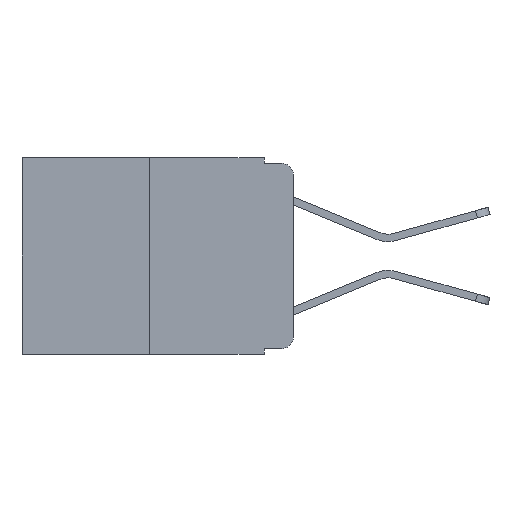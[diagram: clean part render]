
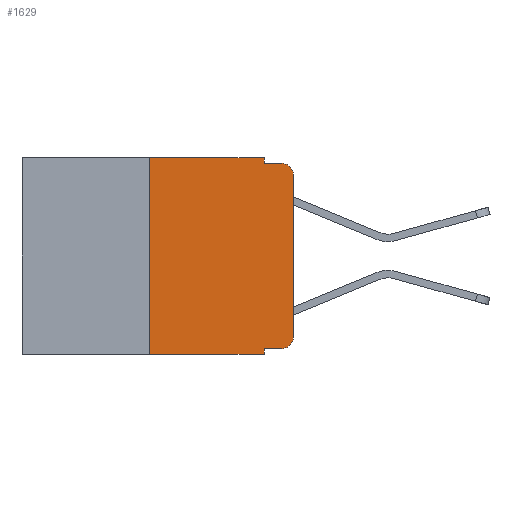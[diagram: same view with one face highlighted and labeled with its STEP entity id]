
A CAD part, left-side view. The second image highlights one B-rep face of the part: STEP entity #1629.
In plain terms, the highlighted planar face has unit normal (-1, 0, 0).
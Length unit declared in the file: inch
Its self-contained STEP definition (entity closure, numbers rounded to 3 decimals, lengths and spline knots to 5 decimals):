
#111 = LINE ( 'NONE', #14598, #9247 ) ;
#405 = VECTOR ( 'NONE', #3689, 39.37008 ) ;
#620 = CARTESIAN_POINT ( 'NONE',  ( 0., 0.473, -0.343 ) ) ;
#1049 = LINE ( 'NONE', #18452, #5382 ) ;
#1157 = ORIENTED_EDGE ( 'NONE', *, *, #2387, .F. ) ;
#1629 = ADVANCED_FACE ( 'NONE', ( #17491 ), #12852, .F. ) ;
#1946 = CARTESIAN_POINT ( 'NONE',  ( 0., 0., 0. ) ) ;
#2219 = DIRECTION ( 'NONE',  ( 0., -1., 0. ) ) ;
#2326 = CARTESIAN_POINT ( 'NONE',  ( 0., 0., -0.313 ) ) ;
#2328 = DIRECTION ( 'NONE',  ( -1., 0., 0. ) ) ;
#2387 = EDGE_CURVE ( 'NONE', #16648, #2872, #3154, .T. ) ;
#2429 = AXIS2_PLACEMENT_3D ( 'NONE', #21888, #14128, #12907 ) ;
#2872 = VERTEX_POINT ( 'NONE', #7947 ) ;
#3120 = ORIENTED_EDGE ( 'NONE', *, *, #13839, .T. ) ;
#3154 = LINE ( 'NONE', #13197, #21331 ) ;
#3240 = ORIENTED_EDGE ( 'NONE', *, *, #20994, .F. ) ;
#3472 = AXIS2_PLACEMENT_3D ( 'NONE', #12996, #2328, #14716 ) ;
#3689 = DIRECTION ( 'NONE',  ( 0., -1., 0. ) ) ;
#3988 = ORIENTED_EDGE ( 'NONE', *, *, #20437, .T. ) ;
#4487 = AXIS2_PLACEMENT_3D ( 'NONE', #10298, #22438, #12043 ) ;
#4544 = EDGE_CURVE ( 'NONE', #10354, #18877, #21504, .T. ) ;
#4846 = EDGE_CURVE ( 'NONE', #11795, #6242, #111, .T. ) ;
#5150 = ORIENTED_EDGE ( 'NONE', *, *, #4846, .F. ) ;
#5332 = LINE ( 'NONE', #7270, #405 ) ;
#5382 = VECTOR ( 'NONE', #20322, 39.37008 ) ;
#5837 = ORIENTED_EDGE ( 'NONE', *, *, #4544, .T. ) ;
#6242 = VERTEX_POINT ( 'NONE', #8338 ) ;
#6857 = CARTESIAN_POINT ( 'NONE',  ( 0., 0.051, -0.333 ) ) ;
#7270 = CARTESIAN_POINT ( 'NONE',  ( 0., 0.051, -0.333 ) ) ;
#7292 = DIRECTION ( 'NONE',  ( 0., 0., -1. ) ) ;
#7313 = VECTOR ( 'NONE', #2219, 39.37008 ) ;
#7947 = CARTESIAN_POINT ( 'NONE',  ( 0., 0.25, 0. ) ) ;
#8338 = CARTESIAN_POINT ( 'NONE',  ( 0., 0.051, -0.01 ) ) ;
#8810 = CARTESIAN_POINT ( 'NONE',  ( 0., 0., -0.03 ) ) ;
#9191 = LINE ( 'NONE', #1946, #13249 ) ;
#9247 = VECTOR ( 'NONE', #12873, 39.37008 ) ;
#9622 = DIRECTION ( 'NONE',  ( 0., 0., 1. ) ) ;
#9989 = VECTOR ( 'NONE', #7292, 39.37008 ) ;
#10273 = CARTESIAN_POINT ( 'NONE',  ( 0., 0.051, -0.343 ) ) ;
#10298 = CARTESIAN_POINT ( 'NONE',  ( 0., 0.02, -0.313 ) ) ;
#10354 = VERTEX_POINT ( 'NONE', #10599 ) ;
#10599 = CARTESIAN_POINT ( 'NONE',  ( 0., 0.02, -0.333 ) ) ;
#11194 = EDGE_CURVE ( 'NONE', #16648, #16746, #20990, .T. ) ;
#11260 = ORIENTED_EDGE ( 'NONE', *, *, #16588, .F. ) ;
#11795 = VERTEX_POINT ( 'NONE', #14767 ) ;
#12043 = DIRECTION ( 'NONE',  ( 0., 0., -1. ) ) ;
#12160 = CARTESIAN_POINT ( 'NONE',  ( 0., 0.02, -0.01 ) ) ;
#12852 = PLANE ( 'NONE',  #2429 ) ;
#12873 = DIRECTION ( 'NONE',  ( 0., 0., -1. ) ) ;
#12906 = CARTESIAN_POINT ( 'NONE',  ( 0., 0.473, 0. ) ) ;
#12907 = DIRECTION ( 'NONE',  ( 0., 0., -1. ) ) ;
#12996 = CARTESIAN_POINT ( 'NONE',  ( 0., 0.02, -0.03 ) ) ;
#13197 = CARTESIAN_POINT ( 'NONE',  ( 0., 0.25, 0. ) ) ;
#13249 = VECTOR ( 'NONE', #19636, 39.37008 ) ;
#13839 = EDGE_CURVE ( 'NONE', #19632, #22612, #16510, .T. ) ;
#14128 = DIRECTION ( 'NONE',  ( 1., 0., 0. ) ) ;
#14571 = LINE ( 'NONE', #17663, #9989 ) ;
#14598 = CARTESIAN_POINT ( 'NONE',  ( 0., 0.051, 0. ) ) ;
#14716 = DIRECTION ( 'NONE',  ( 0., 0., -1. ) ) ;
#14767 = CARTESIAN_POINT ( 'NONE',  ( 0., 0.051, 0. ) ) ;
#15100 = CARTESIAN_POINT ( 'NONE',  ( 0., 0.25, -0.343 ) ) ;
#15370 = ORIENTED_EDGE ( 'NONE', *, *, #17434, .T. ) ;
#16329 = VECTOR ( 'NONE', #18361, 39.37008 ) ;
#16510 = CIRCLE ( 'NONE', #3472, 0.02 ) ;
#16588 = EDGE_CURVE ( 'NONE', #6242, #22612, #1049, .T. ) ;
#16648 = VERTEX_POINT ( 'NONE', #15100 ) ;
#16746 = VERTEX_POINT ( 'NONE', #10273 ) ;
#17434 = EDGE_CURVE ( 'NONE', #20241, #10354, #5332, .T. ) ;
#17491 = FACE_OUTER_BOUND ( 'NONE', #21204, .T. ) ;
#17570 = EDGE_CURVE ( 'NONE', #2872, #11795, #20660, .T. ) ;
#17663 = CARTESIAN_POINT ( 'NONE',  ( 0., 0.051, 0. ) ) ;
#17727 = ORIENTED_EDGE ( 'NONE', *, *, #17570, .F. ) ;
#18361 = DIRECTION ( 'NONE',  ( 0., -1., 0. ) ) ;
#18452 = CARTESIAN_POINT ( 'NONE',  ( 0., 0.051, -0.01 ) ) ;
#18877 = VERTEX_POINT ( 'NONE', #2326 ) ;
#19632 = VERTEX_POINT ( 'NONE', #8810 ) ;
#19636 = DIRECTION ( 'NONE',  ( 0., 0., 1. ) ) ;
#20241 = VERTEX_POINT ( 'NONE', #6857 ) ;
#20322 = DIRECTION ( 'NONE',  ( 0., -1., 0. ) ) ;
#20437 = EDGE_CURVE ( 'NONE', #18877, #19632, #9191, .T. ) ;
#20660 = LINE ( 'NONE', #12906, #7313 ) ;
#20990 = LINE ( 'NONE', #620, #16329 ) ;
#20994 = EDGE_CURVE ( 'NONE', #20241, #16746, #14571, .T. ) ;
#21204 = EDGE_LOOP ( 'NONE', ( #3988, #3120, #11260, #5150, #17727, #1157, #22196, #3240, #15370, #5837 ) ) ;
#21331 = VECTOR ( 'NONE', #9622, 39.37008 ) ;
#21504 = CIRCLE ( 'NONE', #4487, 0.02 ) ;
#21888 = CARTESIAN_POINT ( 'NONE',  ( 0., 0.473, 0. ) ) ;
#22196 = ORIENTED_EDGE ( 'NONE', *, *, #11194, .T. ) ;
#22438 = DIRECTION ( 'NONE',  ( -1., 0., 0. ) ) ;
#22612 = VERTEX_POINT ( 'NONE', #12160 ) ;
